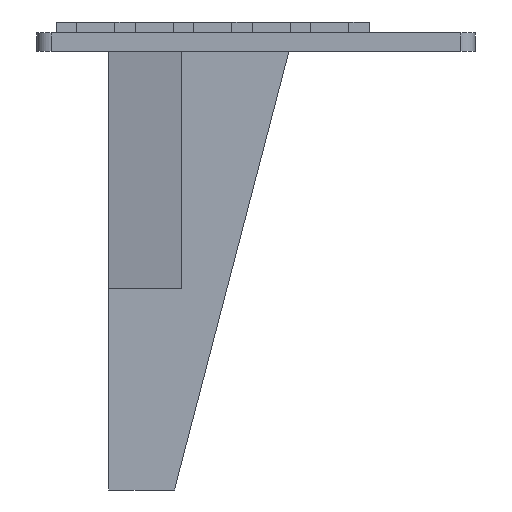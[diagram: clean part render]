
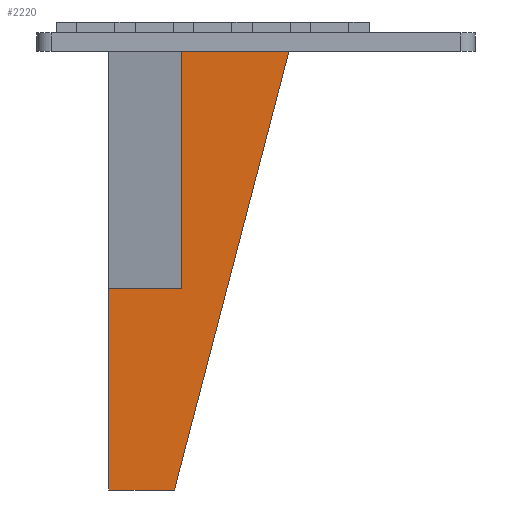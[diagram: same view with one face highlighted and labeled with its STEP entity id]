
A CAD part, left-side view. The second image highlights one B-rep face of the part: STEP entity #2220.
In plain terms, the highlighted planar face has unit normal (-1, 0, 0).
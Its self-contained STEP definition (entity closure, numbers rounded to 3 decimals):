
#4 = VERTEX_POINT ( 'NONE', #581 ) ;
#70 = ORIENTED_EDGE ( 'NONE', *, *, #1456, .T. ) ;
#77 = VERTEX_POINT ( 'NONE', #2021 ) ;
#169 = VECTOR ( 'NONE', #880, 1000. ) ;
#174 = FACE_OUTER_BOUND ( 'NONE', #1478, .T. ) ;
#184 = CARTESIAN_POINT ( 'NONE',  ( 15.5, 80.292, -65. ) ) ;
#196 = DIRECTION ( 'NONE',  ( 0., 0., -1. ) ) ;
#226 = EDGE_CURVE ( 'NONE', #1107, #418, #982, .T. ) ;
#227 = EDGE_CURVE ( 'NONE', #884, #4, #800, .T. ) ;
#231 = ORIENTED_EDGE ( 'NONE', *, *, #226, .T. ) ;
#299 = CARTESIAN_POINT ( 'NONE',  ( 15.5, 60.292, -65. ) ) ;
#346 = CARTESIAN_POINT ( 'NONE',  ( 15.5, 0., 0. ) ) ;
#418 = VERTEX_POINT ( 'NONE', #184 ) ;
#484 = CARTESIAN_POINT ( 'NONE',  ( 15.5, 62.292, -120. ) ) ;
#581 = CARTESIAN_POINT ( 'NONE',  ( 15.5, 62.292, -120. ) ) ;
#631 = EDGE_CURVE ( 'NONE', #4, #77, #702, .T. ) ;
#653 = CARTESIAN_POINT ( 'NONE',  ( 15.5, 60.292, -65. ) ) ;
#685 = EDGE_CURVE ( 'NONE', #1786, #1107, #993, .T. ) ;
#702 = LINE ( 'NONE', #2097, #758 ) ;
#722 = VECTOR ( 'NONE', #1005, 1000. ) ;
#758 = VECTOR ( 'NONE', #1170, 1000. ) ;
#800 = LINE ( 'NONE', #484, #1928 ) ;
#880 = DIRECTION ( 'NONE',  ( 0., 0., -1. ) ) ;
#884 = VERTEX_POINT ( 'NONE', #1260 ) ;
#968 = CARTESIAN_POINT ( 'NONE',  ( 15.5, 60.292, -65. ) ) ;
#982 = LINE ( 'NONE', #299, #2142 ) ;
#991 = DIRECTION ( 'NONE',  ( 0., -1., 0. ) ) ;
#993 = LINE ( 'NONE', #653, #722 ) ;
#1005 = DIRECTION ( 'NONE',  ( 0., 0., -1. ) ) ;
#1009 = ORIENTED_EDGE ( 'NONE', *, *, #227, .T. ) ;
#1010 = AXIS2_PLACEMENT_3D ( 'NONE', #346, #1219, #196 ) ;
#1051 = LINE ( 'NONE', #1434, #169 ) ;
#1092 = ORIENTED_EDGE ( 'NONE', *, *, #1575, .T. ) ;
#1107 = VERTEX_POINT ( 'NONE', #968 ) ;
#1133 = LINE ( 'NONE', #1627, #1563 ) ;
#1170 = DIRECTION ( 'NONE',  ( 0., -0.252, 0.968 ) ) ;
#1178 = DIRECTION ( 'NONE',  ( 0., 1., 0. ) ) ;
#1219 = DIRECTION ( 'NONE',  ( 1., 0., 0. ) ) ;
#1260 = CARTESIAN_POINT ( 'NONE',  ( 15.5, 80.292, -120. ) ) ;
#1265 = DIRECTION ( 'NONE',  ( 0., 1., 0. ) ) ;
#1328 = CARTESIAN_POINT ( 'NONE',  ( 15.5, 60.292, 0. ) ) ;
#1345 = ORIENTED_EDGE ( 'NONE', *, *, #631, .T. ) ;
#1434 = CARTESIAN_POINT ( 'NONE',  ( 15.5, 80.292, -120. ) ) ;
#1456 = EDGE_CURVE ( 'NONE', #418, #884, #1051, .T. ) ;
#1478 = EDGE_LOOP ( 'NONE', ( #2011, #231, #70, #1009, #1345, #1092 ) ) ;
#1563 = VECTOR ( 'NONE', #1265, 1000. ) ;
#1575 = EDGE_CURVE ( 'NONE', #77, #1786, #1133, .T. ) ;
#1627 = CARTESIAN_POINT ( 'NONE',  ( 15.5, 80.292, 0. ) ) ;
#1786 = VERTEX_POINT ( 'NONE', #1328 ) ;
#1928 = VECTOR ( 'NONE', #991, 1000. ) ;
#2011 = ORIENTED_EDGE ( 'NONE', *, *, #685, .T. ) ;
#2021 = CARTESIAN_POINT ( 'NONE',  ( 15.5, 31., 0. ) ) ;
#2097 = CARTESIAN_POINT ( 'NONE',  ( 15.5, 31., 0. ) ) ;
#2142 = VECTOR ( 'NONE', #1178, 1000. ) ;
#2220 = ADVANCED_FACE ( 'NONE', ( #174 ), #2252, .F. ) ;
#2252 = PLANE ( 'NONE',  #1010 ) ;
